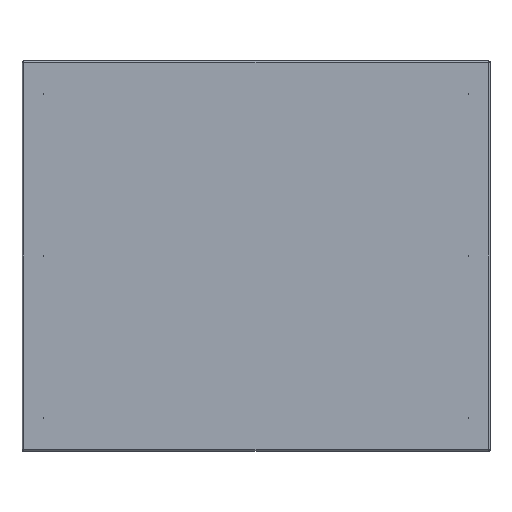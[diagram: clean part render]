
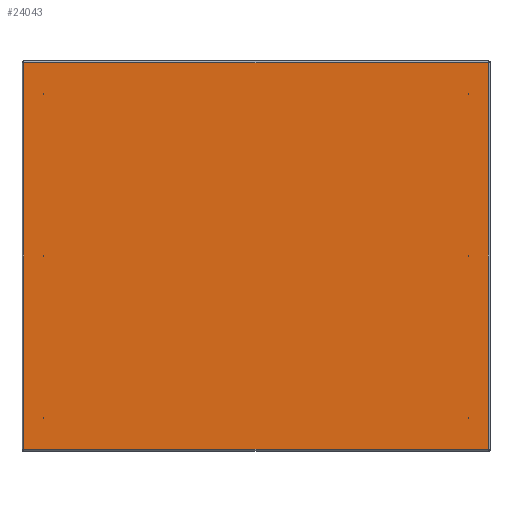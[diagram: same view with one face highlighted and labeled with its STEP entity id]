
A CAD part, front view. The second image highlights one B-rep face of the part: STEP entity #24043.
In plain terms, the highlighted planar face has unit normal (0, -1, 0).
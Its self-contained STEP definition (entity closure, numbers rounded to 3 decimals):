
#2230=LINE('',#41934,#3740);
#2241=LINE('',#42022,#3751);
#2252=LINE('',#42110,#3762);
#2263=LINE('',#42198,#3773);
#2265=LINE('',#42223,#3775);
#2268=LINE('',#42229,#3778);
#2269=LINE('',#42230,#3779);
#2270=LINE('',#42232,#3780);
#2271=LINE('',#42233,#3781);
#2272=LINE('',#42235,#3782);
#2273=LINE('',#42236,#3783);
#2274=LINE('',#42237,#3784);
#3740=VECTOR('',#32537,595.631);
#3751=VECTOR('',#32574,495.631);
#3762=VECTOR('',#32611,495.631);
#3773=VECTOR('',#32648,595.631);
#3775=VECTOR('',#32654,0.184);
#3778=VECTOR('',#32659,0.184);
#3779=VECTOR('',#32660,0.184);
#3780=VECTOR('',#32661,0.184);
#3781=VECTOR('',#32662,0.184);
#3782=VECTOR('',#32663,0.184);
#3783=VECTOR('',#32664,0.184);
#3784=VECTOR('',#32665,0.184);
#4630=PLANE('',#26440);
#6622=FACE_OUTER_BOUND('',#8470,.T.);
#8470=EDGE_LOOP('',(#20715,#20716,#20717,#20718,#20719,#20720,#20721,#20722,
#20723,#20724,#20725,#20726));
#11458=VERTEX_POINT('',#41884);
#11463=VERTEX_POINT('',#41910);
#11470=VERTEX_POINT('',#41972);
#11475=VERTEX_POINT('',#41998);
#11482=VERTEX_POINT('',#42060);
#11487=VERTEX_POINT('',#42086);
#11494=VERTEX_POINT('',#42148);
#11499=VERTEX_POINT('',#42174);
#11500=VERTEX_POINT('',#42222);
#11502=VERTEX_POINT('',#42228);
#11503=VERTEX_POINT('',#42231);
#11504=VERTEX_POINT('',#42234);
#14529=EDGE_CURVE('',#11458,#11463,#2230,.T.);
#14550=EDGE_CURVE('',#11470,#11475,#2241,.T.);
#14571=EDGE_CURVE('',#11482,#11487,#2252,.T.);
#14592=EDGE_CURVE('',#11494,#11499,#2263,.T.);
#14595=EDGE_CURVE('',#11500,#11458,#2265,.T.);
#14598=EDGE_CURVE('',#11463,#11502,#2268,.T.);
#14599=EDGE_CURVE('',#11502,#11470,#2269,.T.);
#14600=EDGE_CURVE('',#11475,#11503,#2270,.T.);
#14601=EDGE_CURVE('',#11503,#11494,#2271,.T.);
#14602=EDGE_CURVE('',#11499,#11504,#2272,.T.);
#14603=EDGE_CURVE('',#11504,#11482,#2273,.T.);
#14604=EDGE_CURVE('',#11487,#11500,#2274,.T.);
#20715=ORIENTED_EDGE('',*,*,#14529,.T.);
#20716=ORIENTED_EDGE('',*,*,#14598,.T.);
#20717=ORIENTED_EDGE('',*,*,#14599,.T.);
#20718=ORIENTED_EDGE('',*,*,#14550,.T.);
#20719=ORIENTED_EDGE('',*,*,#14600,.T.);
#20720=ORIENTED_EDGE('',*,*,#14601,.T.);
#20721=ORIENTED_EDGE('',*,*,#14592,.T.);
#20722=ORIENTED_EDGE('',*,*,#14602,.T.);
#20723=ORIENTED_EDGE('',*,*,#14603,.T.);
#20724=ORIENTED_EDGE('',*,*,#14571,.T.);
#20725=ORIENTED_EDGE('',*,*,#14604,.T.);
#20726=ORIENTED_EDGE('',*,*,#14595,.T.);
#24043=ADVANCED_FACE('',(#6622),#4630,.F.);
#26440=AXIS2_PLACEMENT_3D('',#42227,#32657,#32658);
#32537=DIRECTION('',(1.,0.,0.));
#32574=DIRECTION('',(0.,0.,1.));
#32611=DIRECTION('',(0.,0.,-1.));
#32648=DIRECTION('',(-1.,0.,0.));
#32654=DIRECTION('',(0.,0.,-1.));
#32657=DIRECTION('center_axis',(0.,1.,0.));
#32658=DIRECTION('ref_axis',(0.,0.,1.));
#32659=DIRECTION('',(0.,0.,1.));
#32660=DIRECTION('',(1.,0.,0.));
#32661=DIRECTION('',(-1.,0.,0.));
#32662=DIRECTION('',(0.,0.,1.));
#32663=DIRECTION('',(0.,0.,-1.));
#32664=DIRECTION('',(-1.,0.,0.));
#32665=DIRECTION('',(1.,0.,0.));
#41884=CARTESIAN_POINT('',(-297.816,0.,-248.));
#41910=CARTESIAN_POINT('',(297.816,0.,-248.));
#41934=CARTESIAN_POINT('',(-149.,0.,-248.));
#41972=CARTESIAN_POINT('',(298.,0.,-247.816));
#41998=CARTESIAN_POINT('',(298.,0.,247.816));
#42022=CARTESIAN_POINT('',(298.,0.,-124.));
#42060=CARTESIAN_POINT('',(-298.,0.,247.816));
#42086=CARTESIAN_POINT('',(-298.,0.,-247.816));
#42110=CARTESIAN_POINT('',(-298.,0.,124.));
#42148=CARTESIAN_POINT('',(297.816,0.,248.));
#42174=CARTESIAN_POINT('',(-297.816,0.,248.));
#42198=CARTESIAN_POINT('',(149.,0.,248.));
#42222=CARTESIAN_POINT('',(-297.816,0.,-247.816));
#42223=CARTESIAN_POINT('',(-297.816,0.,-123.908));
#42227=CARTESIAN_POINT('Origin',(0.,0.,0.));
#42228=CARTESIAN_POINT('',(297.816,0.,-247.816));
#42229=CARTESIAN_POINT('',(297.816,0.,-124.908));
#42230=CARTESIAN_POINT('',(148.908,0.,-247.816));
#42231=CARTESIAN_POINT('',(297.816,0.,247.816));
#42232=CARTESIAN_POINT('',(149.908,0.,247.816));
#42233=CARTESIAN_POINT('',(297.816,0.,123.908));
#42234=CARTESIAN_POINT('',(-297.816,0.,247.816));
#42235=CARTESIAN_POINT('',(-297.816,0.,124.908));
#42236=CARTESIAN_POINT('',(-148.908,0.,247.816));
#42237=CARTESIAN_POINT('',(-149.908,0.,-247.816));
